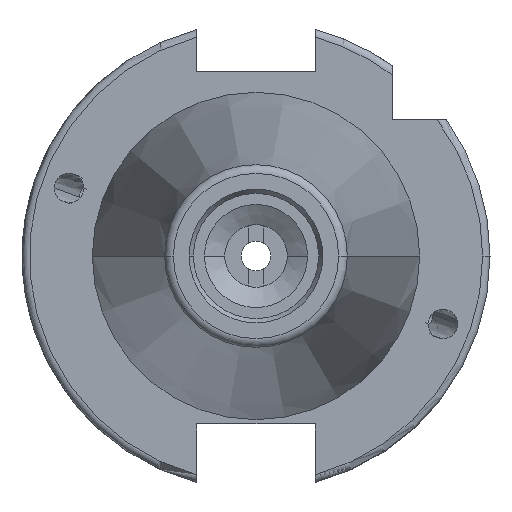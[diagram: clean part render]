
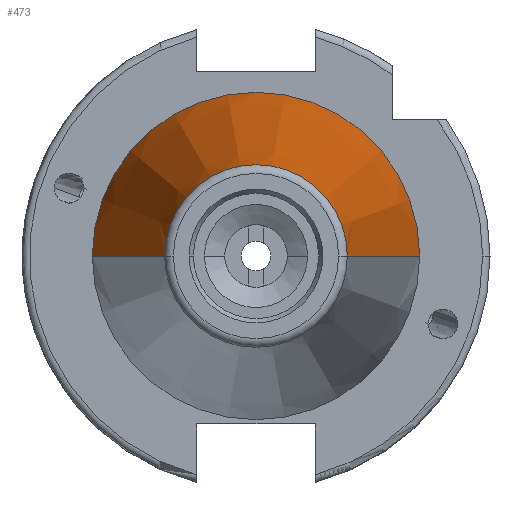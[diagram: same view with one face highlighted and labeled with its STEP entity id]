
A CAD part, left-side view. The second image highlights one B-rep face of the part: STEP entity #473.
In plain terms, the highlighted conical face has half-angle 8.297 degrees and reference radius 22.225 mm.
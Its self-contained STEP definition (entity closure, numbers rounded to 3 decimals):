
#253 = VERTEX_POINT ( 'NONE', #1759 ) ;
#264 = EDGE_CURVE ( 'NONE', #253, #275, #1803, .T. ) ;
#275 = VERTEX_POINT ( 'NONE', #1792 ) ;
#473 = ADVANCED_FACE ( 'NONE', ( #2236 ), #2235, .T. ) ;
#490 = EDGE_LOOP ( 'NONE', ( #717, #754, #750, #712 ) ) ;
#514 = VERTEX_POINT ( 'NONE', #2309 ) ;
#712 = ORIENTED_EDGE ( 'NONE', *, *, #763, .F. ) ;
#717 = ORIENTED_EDGE ( 'NONE', *, *, #737, .F. ) ;
#719 = VERTEX_POINT ( 'NONE', #2691 ) ;
#737 = EDGE_CURVE ( 'NONE', #719, #514, #2719, .T. ) ;
#749 = EDGE_CURVE ( 'NONE', #719, #253, #2777, .T. ) ;
#750 = ORIENTED_EDGE ( 'NONE', *, *, #264, .T. ) ;
#754 = ORIENTED_EDGE ( 'NONE', *, *, #749, .T. ) ;
#763 = EDGE_CURVE ( 'NONE', #514, #275, #2784, .T. ) ;
#1743 = CARTESIAN_POINT ( 'NONE',  ( 9.9, 0., 0. ) ) ;
#1759 = CARTESIAN_POINT ( 'NONE',  ( 9.9, -22.225, 0. ) ) ;
#1792 = CARTESIAN_POINT ( 'NONE',  ( 9.9, 22.225, 0. ) ) ;
#1800 = DIRECTION ( 'NONE',  ( 0., -1., 0. ) ) ;
#1801 = DIRECTION ( 'NONE',  ( -1., 0., 0. ) ) ;
#1802 = AXIS2_PLACEMENT_3D ( 'NONE', #1743, #1801, #1800 ) ;
#1803 = CIRCLE ( 'NONE', #1802, 22.225 ) ;
#2231 = DIRECTION ( 'NONE',  ( 0., 1., 0. ) ) ;
#2232 = DIRECTION ( 'NONE',  ( 1., 0., 0. ) ) ;
#2233 = AXIS2_PLACEMENT_3D ( 'NONE', #2234, #2232, #2231 ) ;
#2234 = CARTESIAN_POINT ( 'NONE',  ( 9.9, 0., 0. ) ) ;
#2235 = CONICAL_SURFACE ( 'NONE', #2233, 22.225, 0.145 ) ;
#2236 = FACE_OUTER_BOUND ( 'NONE', #490, .T. ) ;
#2309 = CARTESIAN_POINT ( 'NONE',  ( -57.473, 12.4, 0. ) ) ;
#2691 = CARTESIAN_POINT ( 'NONE',  ( -57.473, -12.4, 0. ) ) ;
#2715 = DIRECTION ( 'NONE',  ( 0., -1., 0. ) ) ;
#2716 = DIRECTION ( 'NONE',  ( -1., 0., 0. ) ) ;
#2717 = CARTESIAN_POINT ( 'NONE',  ( -57.473, 0., 0. ) ) ;
#2718 = AXIS2_PLACEMENT_3D ( 'NONE', #2717, #2716, #2715 ) ;
#2719 = CIRCLE ( 'NONE', #2718, 12.4 ) ;
#2757 = DIRECTION ( 'NONE',  ( 0.99, -0.144, 0. ) ) ;
#2758 = VECTOR ( 'NONE', #2757, 1000. ) ;
#2759 = CARTESIAN_POINT ( 'NONE',  ( 9.9, -22.225, 0. ) ) ;
#2777 = LINE ( 'NONE', #2759, #2758 ) ;
#2781 = DIRECTION ( 'NONE',  ( 0.99, 0.144, 0. ) ) ;
#2782 = VECTOR ( 'NONE', #2781, 1000. ) ;
#2783 = CARTESIAN_POINT ( 'NONE',  ( 9.9, 22.225, 0. ) ) ;
#2784 = LINE ( 'NONE', #2783, #2782 ) ;
